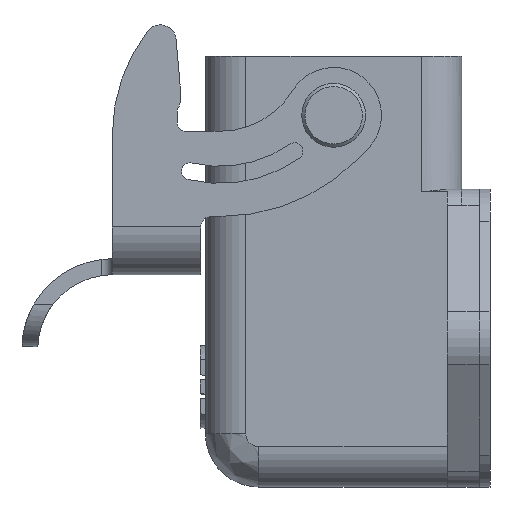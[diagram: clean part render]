
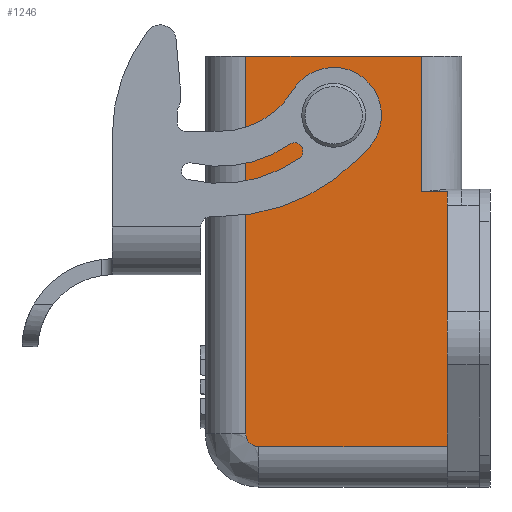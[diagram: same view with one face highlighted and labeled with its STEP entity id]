
A CAD part, front view. The second image highlights one B-rep face of the part: STEP entity #1246.
In plain terms, the highlighted planar face has unit normal (0, -1, 0).
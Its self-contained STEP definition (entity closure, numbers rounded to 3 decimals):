
#1072=FACE_BOUND('',#1972,.T.);
#1073=FACE_BOUND('',#1973,.T.);
#1246=ADVANCED_FACE('',(#1072,#1073),#1504,.T.);
#1504=PLANE('',#6335);
#1972=EDGE_LOOP('',(#2841,#2842,#2843,#2844,#2845,#2846,#2847));
#1973=EDGE_LOOP('',(#2848));
#2338=CIRCLE('',#6333,1.2);
#2339=CIRCLE('',#6334,1.975);
#2841=ORIENTED_EDGE('',*,*,#4595,.T.);
#2842=ORIENTED_EDGE('',*,*,#4596,.F.);
#2843=ORIENTED_EDGE('',*,*,#4597,.T.);
#2844=ORIENTED_EDGE('',*,*,#4598,.F.);
#2845=ORIENTED_EDGE('',*,*,#4599,.T.);
#2846=ORIENTED_EDGE('',*,*,#4600,.T.);
#2847=ORIENTED_EDGE('',*,*,#4601,.T.);
#2848=ORIENTED_EDGE('',*,*,#4602,.F.);
#4049=VERTEX_POINT('',#8654);
#4050=VERTEX_POINT('',#8655);
#4051=VERTEX_POINT('',#8657);
#4052=VERTEX_POINT('',#8659);
#4053=VERTEX_POINT('',#8661);
#4054=VERTEX_POINT('',#8663);
#4055=VERTEX_POINT('',#8665);
#4056=VERTEX_POINT('',#8668);
#4595=EDGE_CURVE('',#4049,#4050,#5225,.T.);
#4596=EDGE_CURVE('',#4051,#4050,#5226,.T.);
#4597=EDGE_CURVE('',#4051,#4052,#5227,.T.);
#4598=EDGE_CURVE('',#4053,#4052,#2338,.T.);
#4599=EDGE_CURVE('',#4053,#4054,#5228,.T.);
#4600=EDGE_CURVE('',#4054,#4055,#5229,.T.);
#4601=EDGE_CURVE('',#4055,#4049,#5230,.T.);
#4602=EDGE_CURVE('',#4056,#4056,#2339,.T.);
#5225=LINE('',#8653,#5691);
#5226=LINE('',#8656,#5692);
#5227=LINE('',#8658,#5693);
#5228=LINE('',#8662,#5694);
#5229=LINE('',#8664,#5695);
#5230=LINE('',#8666,#5696);
#5691=VECTOR('',#7106,1.);
#5692=VECTOR('',#7107,1.);
#5693=VECTOR('',#7108,1.);
#5694=VECTOR('',#7111,1.);
#5695=VECTOR('',#7112,1.);
#5696=VECTOR('',#7113,1.);
#6333=AXIS2_PLACEMENT_3D('',#8660,#7109,#7110);
#6334=AXIS2_PLACEMENT_3D('',#8667,#7114,#7115);
#6335=AXIS2_PLACEMENT_3D('',#8669,#7116,#7117);
#7106=DIRECTION('',(0.,0.,1.));
#7107=DIRECTION('',(1.,0.,0.));
#7108=DIRECTION('',(0.,0.,-1.));
#7109=DIRECTION('',(0.,1.,0.));
#7110=DIRECTION('',(0.,0.,-1.));
#7111=DIRECTION('',(1.,0.,0.));
#7112=DIRECTION('',(0.,0.,1.));
#7113=DIRECTION('',(-1.,0.,0.));
#7114=DIRECTION('',(0.,-1.,0.));
#7115=DIRECTION('',(1.,0.,0.));
#7116=DIRECTION('',(0.,-1.,0.));
#7117=DIRECTION('',(0.,0.,-1.));
#8653=CARTESIAN_POINT('',(8.25,-12.05,-29.7));
#8654=CARTESIAN_POINT('',(8.25,-12.05,-1.906));
#8655=CARTESIAN_POINT('',(8.25,-12.05,10.8));
#8656=CARTESIAN_POINT('',(0.,-12.05,10.8));
#8657=CARTESIAN_POINT('',(-8.25,-12.05,10.8));
#8658=CARTESIAN_POINT('',(-8.25,-12.05,-29.7));
#8659=CARTESIAN_POINT('',(-8.25,-12.05,-24.7));
#8660=CARTESIAN_POINT('',(-7.05,-12.05,-24.7));
#8661=CARTESIAN_POINT('',(-7.05,-12.05,-25.9));
#8662=CARTESIAN_POINT('',(10.7,-12.05,-25.9));
#8663=CARTESIAN_POINT('',(10.7,-12.05,-25.9));
#8664=CARTESIAN_POINT('',(10.7,-12.05,-29.7));
#8665=CARTESIAN_POINT('',(10.7,-12.05,-1.906));
#8666=CARTESIAN_POINT('',(10.7,-12.05,-1.906));
#8667=CARTESIAN_POINT('',(0.,-12.05,5.25));
#8668=CARTESIAN_POINT('',(1.975,-12.05,5.25));
#8669=CARTESIAN_POINT('',(-12.05,-12.05,-29.7));
